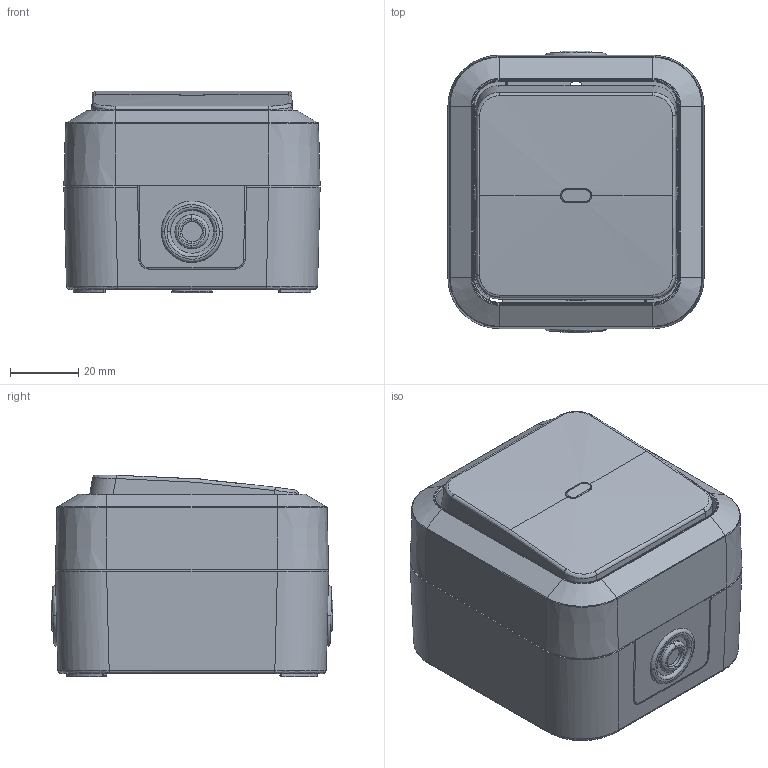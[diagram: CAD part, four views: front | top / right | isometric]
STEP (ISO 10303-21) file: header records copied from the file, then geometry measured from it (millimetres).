
FILE_DESCRIPTION (( 'STEP AP203' ), '1' );
FILE_NAME ('TORS Ïåðåêëþ÷àòåëü îäíîêë. ñ èí. 10À IP55 .STEP', '2025-01-31T08:07:11', ( '' ), ( '' ), 'SwSTEP 2.0', 'SolidWorks 2022', '' );
FILE_SCHEMA (( 'CONFIG_CONTROL_DESIGN' ));
Products named in the file (1): TORS Переключатель однокл. с ин. 10А IP55 
Bounding box: 75 x 82.52 x 59.09 mm (x, y, z)
Volume: 64428.1 mm3; surface area: 79801.1 mm2
Topology: 9 solids, 9 shells, 1445 faces, 3941 edges, 2537 vertices
Faces by surface type: plane 1012, cylinder 270, cone 76, bspline 47, torus 40
Entity records: 53666 total; most frequent: CARTESIAN_POINT 17964, ORIENTED_EDGE 7882, DIRECTION 6702, EDGE_CURVE 3941, LINE 2872, VECTOR 2872, VERTEX_POINT 2537, AXIS2_PLACEMENT_3D 1915
